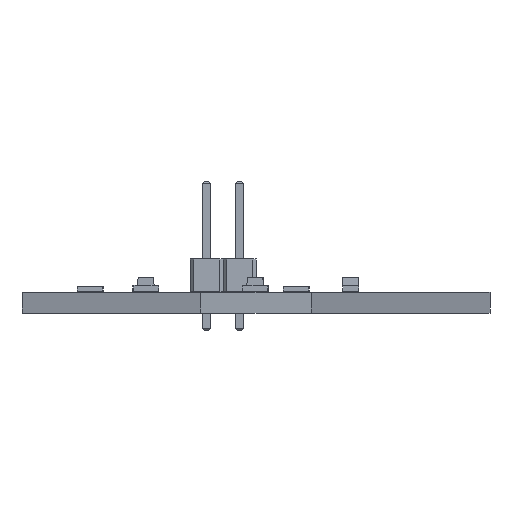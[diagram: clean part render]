
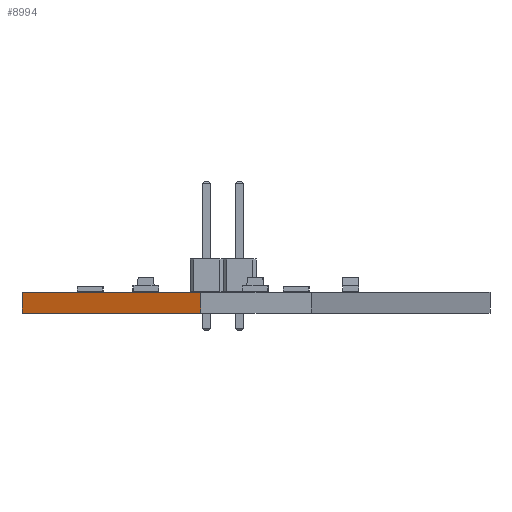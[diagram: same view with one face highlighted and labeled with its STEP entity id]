
A CAD part, left-side view. The second image highlights one B-rep face of the part: STEP entity #8994.
In plain terms, the highlighted planar face has unit normal (-0.951, 0.309, 0).
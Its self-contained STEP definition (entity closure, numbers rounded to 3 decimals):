
#8878 = EDGE_CURVE('',#8879,#8881,#8883,.T.);
#8879 = VERTEX_POINT('',#8880);
#8880 = CARTESIAN_POINT('',(0.007,18.101,0.));
#8881 = VERTEX_POINT('',#8882);
#8882 = CARTESIAN_POINT('',(0.007,18.101,1.6));
#8883 = SURFACE_CURVE('',#8884,(#8888,#8900),.PCURVE_S1.);
#8884 = LINE('',#8885,#8886);
#8885 = CARTESIAN_POINT('',(0.007,18.101,0.));
#8886 = VECTOR('',#8887,1.);
#8887 = DIRECTION('',(0.,0.,1.));
#8888 = PCURVE('',#8889,#8894);
#8889 = PLANE('',#8890);
#8890 = AXIS2_PLACEMENT_3D('',#8891,#8892,#8893);
#8891 = CARTESIAN_POINT('',(0.007,18.101,0.));
#8892 = DIRECTION('',(0.951,0.309,-0.));
#8893 = DIRECTION('',(0.309,-0.951,0.));
#8894 = DEFINITIONAL_REPRESENTATION('',(#8895),#8899);
#8895 = LINE('',#8896,#8897);
#8896 = CARTESIAN_POINT('',(0.,0.));
#8897 = VECTOR('',#8898,1.);
#8898 = DIRECTION('',(0.,-1.));
#8899 = ( GEOMETRIC_REPRESENTATION_CONTEXT(2) 
PARAMETRIC_REPRESENTATION_CONTEXT() REPRESENTATION_CONTEXT('2D SPACE',''
  ) );
#8900 = PCURVE('',#8901,#8906);
#8901 = PLANE('',#8902);
#8902 = AXIS2_PLACEMENT_3D('',#8903,#8904,#8905);
#8903 = CARTESIAN_POINT('',(-4.484,4.281,0.));
#8904 = DIRECTION('',(-0.951,0.309,0.));
#8905 = DIRECTION('',(0.309,0.951,0.));
#8906 = DEFINITIONAL_REPRESENTATION('',(#8907),#8911);
#8907 = LINE('',#8908,#8909);
#8908 = CARTESIAN_POINT('',(14.531,0.));
#8909 = VECTOR('',#8910,1.);
#8910 = DIRECTION('',(0.,-1.));
#8911 = ( GEOMETRIC_REPRESENTATION_CONTEXT(2) 
PARAMETRIC_REPRESENTATION_CONTEXT() REPRESENTATION_CONTEXT('2D SPACE',''
  ) );
#8929 = PLANE('',#8930);
#8930 = AXIS2_PLACEMENT_3D('',#8931,#8932,#8933);
#8931 = CARTESIAN_POINT('',(0.007,-1.899,1.6));
#8932 = DIRECTION('',(-0.,-0.,-1.));
#8933 = DIRECTION('',(-1.,0.,0.));
#8983 = PLANE('',#8984);
#8984 = AXIS2_PLACEMENT_3D('',#8985,#8986,#8987);
#8985 = CARTESIAN_POINT('',(0.007,-1.899,0.));
#8986 = DIRECTION('',(-0.,-0.,-1.));
#8987 = DIRECTION('',(-1.,0.,0.));
#8994 = ADVANCED_FACE('',(#8995),#8901,.T.);
#8995 = FACE_BOUND('',#8996,.T.);
#8996 = EDGE_LOOP('',(#8997,#9027,#9048,#9049));
#8997 = ORIENTED_EDGE('',*,*,#8998,.T.);
#8998 = EDGE_CURVE('',#8999,#9001,#9003,.T.);
#8999 = VERTEX_POINT('',#9000);
#9000 = CARTESIAN_POINT('',(-4.484,4.281,0.));
#9001 = VERTEX_POINT('',#9002);
#9002 = CARTESIAN_POINT('',(-4.484,4.281,1.6));
#9003 = SURFACE_CURVE('',#9004,(#9008,#9015),.PCURVE_S1.);
#9004 = LINE('',#9005,#9006);
#9005 = CARTESIAN_POINT('',(-4.484,4.281,0.));
#9006 = VECTOR('',#9007,1.);
#9007 = DIRECTION('',(0.,0.,1.));
#9008 = PCURVE('',#8901,#9009);
#9009 = DEFINITIONAL_REPRESENTATION('',(#9010),#9014);
#9010 = LINE('',#9011,#9012);
#9011 = CARTESIAN_POINT('',(0.,0.));
#9012 = VECTOR('',#9013,1.);
#9013 = DIRECTION('',(0.,-1.));
#9014 = ( GEOMETRIC_REPRESENTATION_CONTEXT(2) 
PARAMETRIC_REPRESENTATION_CONTEXT() REPRESENTATION_CONTEXT('2D SPACE',''
  ) );
#9015 = PCURVE('',#9016,#9021);
#9016 = PLANE('',#9017);
#9017 = AXIS2_PLACEMENT_3D('',#9018,#9019,#9020);
#9018 = CARTESIAN_POINT('',(-19.014,4.281,0.));
#9019 = DIRECTION('',(0.,1.,0.));
#9020 = DIRECTION('',(1.,0.,0.));
#9021 = DEFINITIONAL_REPRESENTATION('',(#9022),#9026);
#9022 = LINE('',#9023,#9024);
#9023 = CARTESIAN_POINT('',(14.531,0.));
#9024 = VECTOR('',#9025,1.);
#9025 = DIRECTION('',(0.,-1.));
#9026 = ( GEOMETRIC_REPRESENTATION_CONTEXT(2) 
PARAMETRIC_REPRESENTATION_CONTEXT() REPRESENTATION_CONTEXT('2D SPACE',''
  ) );
#9027 = ORIENTED_EDGE('',*,*,#9028,.T.);
#9028 = EDGE_CURVE('',#9001,#8881,#9029,.T.);
#9029 = SURFACE_CURVE('',#9030,(#9034,#9041),.PCURVE_S1.);
#9030 = LINE('',#9031,#9032);
#9031 = CARTESIAN_POINT('',(-4.484,4.281,1.6));
#9032 = VECTOR('',#9033,1.);
#9033 = DIRECTION('',(0.309,0.951,0.));
#9034 = PCURVE('',#8901,#9035);
#9035 = DEFINITIONAL_REPRESENTATION('',(#9036),#9040);
#9036 = LINE('',#9037,#9038);
#9037 = CARTESIAN_POINT('',(0.,-1.6));
#9038 = VECTOR('',#9039,1.);
#9039 = DIRECTION('',(1.,0.));
#9040 = ( GEOMETRIC_REPRESENTATION_CONTEXT(2) 
PARAMETRIC_REPRESENTATION_CONTEXT() REPRESENTATION_CONTEXT('2D SPACE',''
  ) );
#9041 = PCURVE('',#8929,#9042);
#9042 = DEFINITIONAL_REPRESENTATION('',(#9043),#9047);
#9043 = LINE('',#9044,#9045);
#9044 = CARTESIAN_POINT('',(4.49,6.18));
#9045 = VECTOR('',#9046,1.);
#9046 = DIRECTION('',(-0.309,0.951));
#9047 = ( GEOMETRIC_REPRESENTATION_CONTEXT(2) 
PARAMETRIC_REPRESENTATION_CONTEXT() REPRESENTATION_CONTEXT('2D SPACE',''
  ) );
#9048 = ORIENTED_EDGE('',*,*,#8878,.F.);
#9049 = ORIENTED_EDGE('',*,*,#9050,.F.);
#9050 = EDGE_CURVE('',#8999,#8879,#9051,.T.);
#9051 = SURFACE_CURVE('',#9052,(#9056,#9063),.PCURVE_S1.);
#9052 = LINE('',#9053,#9054);
#9053 = CARTESIAN_POINT('',(-4.484,4.281,0.));
#9054 = VECTOR('',#9055,1.);
#9055 = DIRECTION('',(0.309,0.951,0.));
#9056 = PCURVE('',#8901,#9057);
#9057 = DEFINITIONAL_REPRESENTATION('',(#9058),#9062);
#9058 = LINE('',#9059,#9060);
#9059 = CARTESIAN_POINT('',(0.,0.));
#9060 = VECTOR('',#9061,1.);
#9061 = DIRECTION('',(1.,0.));
#9062 = ( GEOMETRIC_REPRESENTATION_CONTEXT(2) 
PARAMETRIC_REPRESENTATION_CONTEXT() REPRESENTATION_CONTEXT('2D SPACE',''
  ) );
#9063 = PCURVE('',#8983,#9064);
#9064 = DEFINITIONAL_REPRESENTATION('',(#9065),#9069);
#9065 = LINE('',#9066,#9067);
#9066 = CARTESIAN_POINT('',(4.49,6.18));
#9067 = VECTOR('',#9068,1.);
#9068 = DIRECTION('',(-0.309,0.951));
#9069 = ( GEOMETRIC_REPRESENTATION_CONTEXT(2) 
PARAMETRIC_REPRESENTATION_CONTEXT() REPRESENTATION_CONTEXT('2D SPACE',''
  ) );
